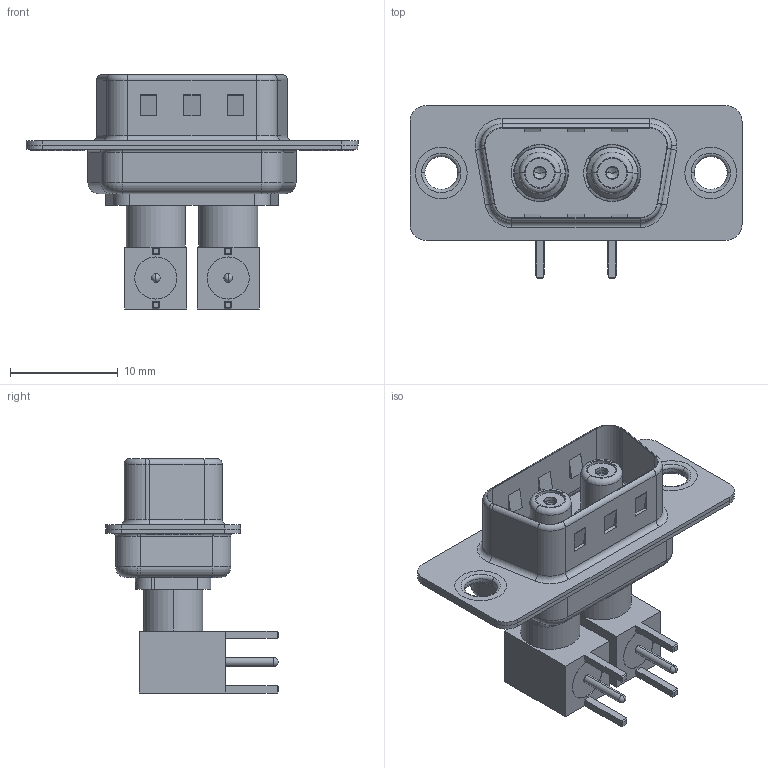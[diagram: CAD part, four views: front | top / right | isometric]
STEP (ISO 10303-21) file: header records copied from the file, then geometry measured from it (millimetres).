
FILE_DESCRIPTION (( 'STEP AP203' ), '1' );
FILE_NAME ('629-2W2-240-7T1.STEP', '2022-05-04T22:20:16', ( '' ), ( '' ), 'SwSTEP 2.0', 'SolidWorks 2020', '' );
FILE_SCHEMA (( 'CONFIG_CONTROL_DESIGN' ));
Length unit declared in the file: millimetre
Products named in the file (14): Insulator RA Pin; Co-Ax Jack Assy_RA; 629Combo Shell Front_09 Contacts; Insulator Socket 2; 629Combo Shell Rear_09 Contacts; Socket_RA; Locking Collar; 629Combo Thru Hole Rivet; 629-2W2-240-7T1; Insulator Socket; 629Combo Housing_2W2; Co-Ax Jack_RA PC Tail; RA Back Shell
Assembly tree (21 placements, depth 3):
  629-2W2-240-7T1
    629Combo Housing_2W2
    629Combo Shell Rear_09 Contacts
    629Combo Shell Front_09 Contacts
    629Combo Thru Hole Rivet  x2
    Co-Ax Jack Assy_RA
      Co-Ax Jack_RA PC Tail
      Insulator Socket
      Insulator Socket 2
      Locking Collar
      Socket_RA
      RA Back Shell
      Insulator RA Pin
    Co-Ax Jack Assy_RA
      Co-Ax Jack_RA PC Tail
      Insulator Socket
      Insulator Socket 2
      Locking Collar
      Socket_RA
      RA Back Shell
      Insulator RA Pin
Bounding box: 30.8 x 16 x 21.71 mm (x, y, z)
Volume: 1805.4 mm3; surface area: 5319.1 mm2
Topology: 19 solids, 19 shells, 582 faces, 1365 edges, 844 vertices
Faces by surface type: cylinder 247, plane 221, torus 70, cone 38, sphere 4, bspline 2
Entity records: 13989 total; most frequent: CARTESIAN_POINT 2293, DIRECTION 2273, ORIENTED_EDGE 1960, EDGE_CURVE 980, AXIS2_PLACEMENT_3D 886, VERTEX_POINT 613, LINE 501, VECTOR 501
